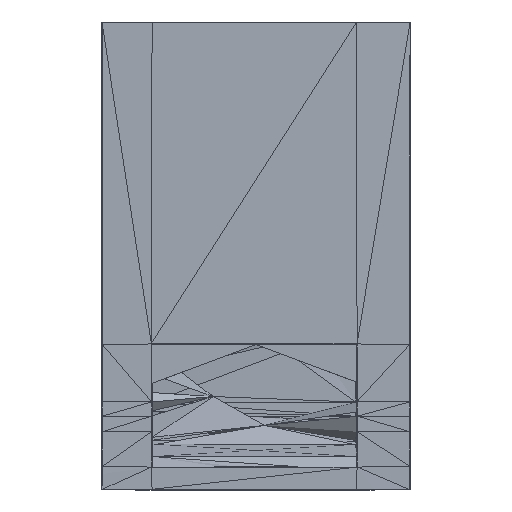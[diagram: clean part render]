
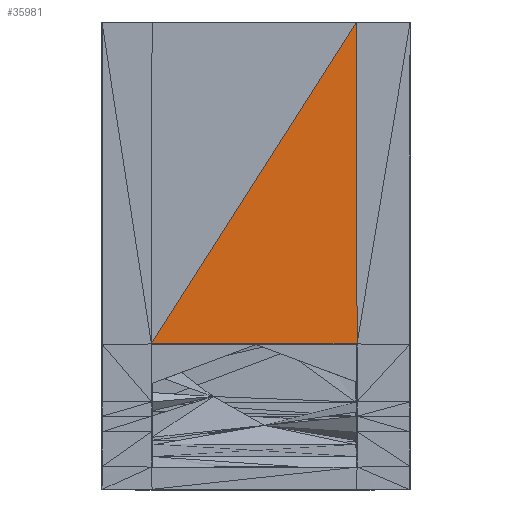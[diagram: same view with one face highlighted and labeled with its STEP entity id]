
A CAD part, top view. The second image highlights one B-rep face of the part: STEP entity #35981.
In plain terms, the highlighted planar face has unit normal (0, 0, 1).
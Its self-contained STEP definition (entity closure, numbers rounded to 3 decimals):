
#35764 = VERTEX_POINT('',#35765);
#35765 = CARTESIAN_POINT('',(-0.129,0.181,
    0.058));
#35915 = PLANE('',#35916);
#35916 = AXIS2_PLACEMENT_3D('',#35917,#35918,#35919);
#35917 = CARTESIAN_POINT('',(-0.047,0.424,
    0.058));
#35918 = DIRECTION('',(0.,0.,1.));
#35919 = DIRECTION('',(1.,0.,-0.));
#35930 = VERTEX_POINT('',#35931);
#35931 = CARTESIAN_POINT('',(0.124,0.578,
    0.058));
#35957 = EDGE_CURVE('',#35764,#35930,#35958,.T.);
#35958 = SURFACE_CURVE('',#35959,(#35963,#35970),.PCURVE_S1.);
#35959 = LINE('',#35960,#35961);
#35960 = CARTESIAN_POINT('',(-0.129,0.181,
    0.058));
#35961 = VECTOR('',#35962,1.);
#35962 = DIRECTION('',(0.538,0.843,0.));
#35963 = PCURVE('',#35915,#35964);
#35964 = DEFINITIONAL_REPRESENTATION('',(#35965),#35969);
#35965 = LINE('',#35966,#35967);
#35966 = CARTESIAN_POINT('',(-0.082,-0.243));
#35967 = VECTOR('',#35968,1.);
#35968 = DIRECTION('',(0.538,0.843));
#35969 = ( GEOMETRIC_REPRESENTATION_CONTEXT(2) 
PARAMETRIC_REPRESENTATION_CONTEXT() REPRESENTATION_CONTEXT('2D SPACE',''
  ) );
#35970 = PCURVE('',#35971,#35976);
#35971 = PLANE('',#35972);
#35972 = AXIS2_PLACEMENT_3D('',#35973,#35974,#35975);
#35973 = CARTESIAN_POINT('',(0.042,0.334,
    0.058));
#35974 = DIRECTION('',(0.,0.,1.));
#35975 = DIRECTION('',(1.,0.,0.));
#35976 = DEFINITIONAL_REPRESENTATION('',(#35977),#35980);
#35977 = B_SPLINE_CURVE_WITH_KNOTS('',1,(#35978,#35979),.UNSPECIFIED.,
  .F.,.F.,(2,2),(0.,0.471),.PIECEWISE_BEZIER_KNOTS.);
#35978 = CARTESIAN_POINT('',(-0.172,-0.154));
#35979 = CARTESIAN_POINT('',(0.082,0.244));
#35980 = ( GEOMETRIC_REPRESENTATION_CONTEXT(2) 
PARAMETRIC_REPRESENTATION_CONTEXT() REPRESENTATION_CONTEXT('2D SPACE',''
  ) );
#35981 = ADVANCED_FACE('',(#35982),#35971,.T.);
#35982 = FACE_BOUND('',#35983,.T.);
#35983 = EDGE_LOOP('',(#35984,#35985,#36012));
#35984 = ORIENTED_EDGE('',*,*,#35957,.F.);
#35985 = ORIENTED_EDGE('',*,*,#35986,.T.);
#35986 = EDGE_CURVE('',#35764,#35987,#35989,.T.);
#35987 = VERTEX_POINT('',#35988);
#35988 = CARTESIAN_POINT('',(0.125,0.181,
    0.058));
#35989 = SURFACE_CURVE('',#35990,(#35994,#36001),.PCURVE_S1.);
#35990 = LINE('',#35991,#35992);
#35991 = CARTESIAN_POINT('',(-0.129,0.181,
    0.058));
#35992 = VECTOR('',#35993,1.);
#35993 = DIRECTION('',(1.,0.,0.));
#35994 = PCURVE('',#35971,#35995);
#35995 = DEFINITIONAL_REPRESENTATION('',(#35996),#36000);
#35996 = LINE('',#35997,#35998);
#35997 = CARTESIAN_POINT('',(-0.172,-0.154));
#35998 = VECTOR('',#35999,1.);
#35999 = DIRECTION('',(1.,0.));
#36000 = ( GEOMETRIC_REPRESENTATION_CONTEXT(2) 
PARAMETRIC_REPRESENTATION_CONTEXT() REPRESENTATION_CONTEXT('2D SPACE',''
  ) );
#36001 = PCURVE('',#36002,#36007);
#36002 = PLANE('',#36003);
#36003 = AXIS2_PLACEMENT_3D('',#36004,#36005,#36006);
#36004 = CARTESIAN_POINT('',(-0.002,0.18,
    0.058));
#36005 = DIRECTION('',(0.,-0.414,0.91
    ));
#36006 = DIRECTION('',(0.,0.91,0.414));
#36007 = DEFINITIONAL_REPRESENTATION('',(#36008),#36011);
#36008 = B_SPLINE_CURVE_WITH_KNOTS('',1,(#36009,#36010),.UNSPECIFIED.,
  .F.,.F.,(2,2),(0.,0.254),.PIECEWISE_BEZIER_KNOTS.);
#36009 = CARTESIAN_POINT('',(0.,0.127));
#36010 = CARTESIAN_POINT('',(0.,-0.127));
#36011 = ( GEOMETRIC_REPRESENTATION_CONTEXT(2) 
PARAMETRIC_REPRESENTATION_CONTEXT() REPRESENTATION_CONTEXT('2D SPACE',''
  ) );
#36012 = ORIENTED_EDGE('',*,*,#36013,.F.);
#36013 = EDGE_CURVE('',#35930,#35987,#36014,.T.);
#36014 = SURFACE_CURVE('',#36015,(#36019,#36025),.PCURVE_S1.);
#36015 = LINE('',#36016,#36017);
#36016 = CARTESIAN_POINT('',(0.124,0.578,
    0.058));
#36017 = VECTOR('',#36018,1.);
#36018 = DIRECTION('',(0.002,-1.,0.));
#36019 = PCURVE('',#35971,#36020);
#36020 = DEFINITIONAL_REPRESENTATION('',(#36021),#36024);
#36021 = B_SPLINE_CURVE_WITH_KNOTS('',1,(#36022,#36023),.UNSPECIFIED.,
  .F.,.F.,(2,2),(0.,0.397),.PIECEWISE_BEZIER_KNOTS.);
#36022 = CARTESIAN_POINT('',(0.082,0.244));
#36023 = CARTESIAN_POINT('',(0.083,-0.154));
#36024 = ( GEOMETRIC_REPRESENTATION_CONTEXT(2) 
PARAMETRIC_REPRESENTATION_CONTEXT() REPRESENTATION_CONTEXT('2D SPACE',''
  ) );
#36025 = PCURVE('',#36026,#36031);
#36026 = PLANE('',#36027);
#36027 = AXIS2_PLACEMENT_3D('',#36028,#36029,#36030);
#36028 = CARTESIAN_POINT('',(0.142,0.394,
    0.058));
#36029 = DIRECTION('',(0.,0.,1.));
#36030 = DIRECTION('',(1.,0.,0.));
#36031 = DEFINITIONAL_REPRESENTATION('',(#36032),#36036);
#36032 = LINE('',#36033,#36034);
#36033 = CARTESIAN_POINT('',(-0.018,0.183));
#36034 = VECTOR('',#36035,1.);
#36035 = DIRECTION('',(0.002,-1.));
#36036 = ( GEOMETRIC_REPRESENTATION_CONTEXT(2) 
PARAMETRIC_REPRESENTATION_CONTEXT() REPRESENTATION_CONTEXT('2D SPACE',''
  ) );
